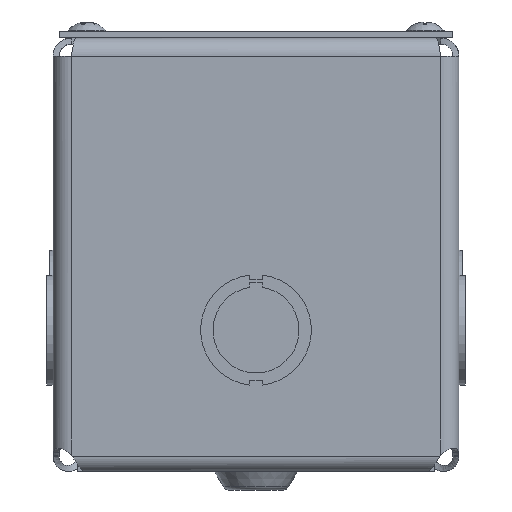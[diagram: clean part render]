
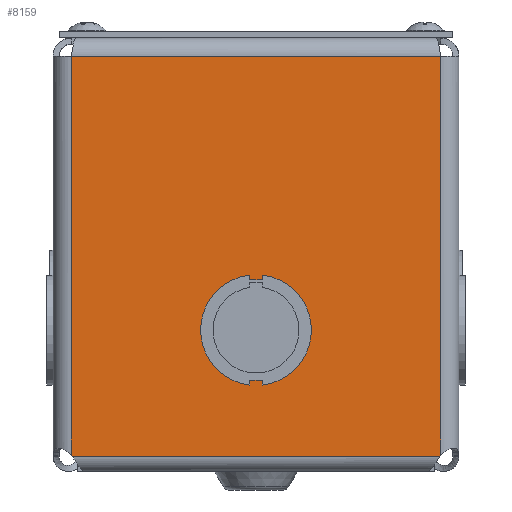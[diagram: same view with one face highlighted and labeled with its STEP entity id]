
A CAD part, front view. The second image highlights one B-rep face of the part: STEP entity #8159.
In plain terms, the highlighted face is planar.
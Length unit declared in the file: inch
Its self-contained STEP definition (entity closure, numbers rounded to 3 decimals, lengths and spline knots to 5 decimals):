
#612=LINE($,#11940,#1369);
#615=LINE($,#11946,#1372);
#618=LINE($,#11952,#1375);
#622=LINE($,#11964,#1379);
#625=LINE($,#11970,#1382);
#628=LINE($,#11974,#1385);
#656=LINE($,#12041,#1413);
#657=LINE($,#12043,#1414);
#658=LINE($,#12045,#1415);
#659=LINE($,#12047,#1416);
#660=LINE($,#12049,#1417);
#661=LINE($,#12050,#1418);
#1369=VECTOR($,#9922,0.04999);
#1372=VECTOR($,#9927,0.125);
#1375=VECTOR($,#9932,0.04999);
#1379=VECTOR($,#9944,0.04999);
#1382=VECTOR($,#9949,0.12522);
#1385=VECTOR($,#9954,0.04999);
#1413=VECTOR($,#10020,0.01499);
#1414=VECTOR($,#10021,3.73202);
#1415=VECTOR($,#10022,0.01499);
#1416=VECTOR($,#10023,4.05089);
#1417=VECTOR($,#10024,3.751);
#1418=VECTOR($,#10025,4.05089);
#1967=PLANE($,#8756);
#2220=FACE_BOUND($,#2974,.T.);
#2436=FACE_OUTER_BOUND($,#2973,.T.);
#2973=EDGE_LOOP($,(#6064,#6065,#6066,#6067,#6068,#6069));
#2974=EDGE_LOOP($,(#6070,#6071,#6072,#6073,#6074,#6075,#6076,#6077));
#3385=CIRCLE($,#8728,0.5625);
#3387=CIRCLE($,#8734,0.5625);
#3744=VERTEX_POINT($,#11931);
#3745=VERTEX_POINT($,#11933);
#3747=VERTEX_POINT($,#11939);
#3749=VERTEX_POINT($,#11945);
#3751=VERTEX_POINT($,#11951);
#3753=VERTEX_POINT($,#11957);
#3755=VERTEX_POINT($,#11963);
#3757=VERTEX_POINT($,#11969);
#3776=VERTEX_POINT($,#12039);
#3777=VERTEX_POINT($,#12040);
#3778=VERTEX_POINT($,#12042);
#3779=VERTEX_POINT($,#12044);
#3780=VERTEX_POINT($,#12046);
#3781=VERTEX_POINT($,#12048);
#4528=EDGE_CURVE($,#3745,#3744,#3385,.T.);
#4531=EDGE_CURVE($,#3747,#3745,#612,.T.);
#4534=EDGE_CURVE($,#3749,#3747,#615,.T.);
#4537=EDGE_CURVE($,#3751,#3749,#618,.T.);
#4540=EDGE_CURVE($,#3753,#3751,#3387,.T.);
#4543=EDGE_CURVE($,#3755,#3753,#622,.T.);
#4546=EDGE_CURVE($,#3757,#3755,#625,.T.);
#4549=EDGE_CURVE($,#3744,#3757,#628,.T.);
#4580=EDGE_CURVE($,#3776,#3777,#656,.T.);
#4581=EDGE_CURVE($,#3777,#3778,#657,.T.);
#4582=EDGE_CURVE($,#3778,#3779,#658,.T.);
#4583=EDGE_CURVE($,#3779,#3780,#659,.T.);
#4584=EDGE_CURVE($,#3780,#3781,#660,.T.);
#4585=EDGE_CURVE($,#3781,#3776,#661,.T.);
#6064=ORIENTED_EDGE($,*,*,#4580,.T.);
#6065=ORIENTED_EDGE($,*,*,#4581,.T.);
#6066=ORIENTED_EDGE($,*,*,#4582,.T.);
#6067=ORIENTED_EDGE($,*,*,#4583,.T.);
#6068=ORIENTED_EDGE($,*,*,#4584,.T.);
#6069=ORIENTED_EDGE($,*,*,#4585,.T.);
#6070=ORIENTED_EDGE($,*,*,#4546,.T.);
#6071=ORIENTED_EDGE($,*,*,#4543,.T.);
#6072=ORIENTED_EDGE($,*,*,#4540,.T.);
#6073=ORIENTED_EDGE($,*,*,#4537,.T.);
#6074=ORIENTED_EDGE($,*,*,#4534,.T.);
#6075=ORIENTED_EDGE($,*,*,#4531,.T.);
#6076=ORIENTED_EDGE($,*,*,#4528,.T.);
#6077=ORIENTED_EDGE($,*,*,#4549,.T.);
#8159=ADVANCED_FACE($,(#2436,#2220),#1967,.F.);
#8728=AXIS2_PLACEMENT_3D($,#11934,#9916,#9917);
#8734=AXIS2_PLACEMENT_3D($,#11958,#9938,#9939);
#8756=AXIS2_PLACEMENT_3D($,#12038,#10018,#10019);
#9916=DIRECTION('center_axis',(-1.,0.,0.));
#9917=DIRECTION('ref_axis',(0.,0.994,0.111));
#9922=DIRECTION($,(0.,1.,0.));
#9927=DIRECTION($,(0.,0.,-1.));
#9932=DIRECTION($,(0.,-1.,0.));
#9938=DIRECTION('center_axis',(-1.,0.,0.));
#9939=DIRECTION('ref_axis',(0.,-0.994,-0.111));
#9944=DIRECTION($,(0.,-1.,0.));
#9949=DIRECTION($,(0.,0.,1.));
#9954=DIRECTION($,(0.,1.,0.));
#10018=DIRECTION('center_axis',(-1.,0.,0.));
#10019=DIRECTION('ref_axis',(0.,0.,
1.));
#10020=DIRECTION($,(0.,0.774,0.633));
#10021=DIRECTION($,(0.,0.,1.));
#10022=DIRECTION($,(0.,-0.774,0.633));
#10023=DIRECTION($,(0.,-1.,0.));
#10024=DIRECTION($,(0.,0.,-1.));
#10025=DIRECTION($,(0.,1.,0.));
#11931=CARTESIAN_POINT('',(4.0625,0.253,-11.9015));
#11933=CARTESIAN_POINT('',(4.0625,1.37102,-11.90133));
#11934=CARTESIAN_POINT('Origin',(4.0625,0.812,-11.83886));
#11939=CARTESIAN_POINT('',(4.0625,1.32103,-11.90133));
#11940=CARTESIAN_POINT($,(4.0625,0.66051,-11.90133));
#11945=CARTESIAN_POINT('',(4.0625,1.32102,-11.77633));
#11946=CARTESIAN_POINT($,(4.0625,1.32117,-14.28383));
#11951=CARTESIAN_POINT('',(4.0625,1.37101,-11.77633));
#11952=CARTESIAN_POINT($,(4.0625,0.68551,-11.77633));
#11957=CARTESIAN_POINT('',(4.0625,0.25299,-11.77628));
#11958=CARTESIAN_POINT('Origin',(4.0625,0.812,-11.83886));
#11963=CARTESIAN_POINT('',(4.0625,0.30299,-11.77628));
#11964=CARTESIAN_POINT($,(4.0625,0.15149,-11.77628));
#11969=CARTESIAN_POINT('',(4.0625,0.30299,-11.9015));
#11970=CARTESIAN_POINT($,(4.0625,0.30314,-14.34645));
#11974=CARTESIAN_POINT($,(4.0625,0.1265,-11.9015));
#12038=CARTESIAN_POINT('Origin',(4.0625,0.,
-16.79142));
#12039=CARTESIAN_POINT('',(4.0625,2.08214,-13.71436));
#12040=CARTESIAN_POINT('',(4.0625,2.09375,-13.70487));
#12041=CARTESIAN_POINT($,(4.0625,1.2055,-14.43088));
#12042=CARTESIAN_POINT('',(4.0625,2.09375,-9.97285));
#12043=CARTESIAN_POINT($,(4.0625,2.09375,-13.90136));
#12044=CARTESIAN_POINT('',(4.0625,2.08214,-9.96336));
#12045=CARTESIAN_POINT($,(4.0625,3.11689,-10.8091));
#12046=CARTESIAN_POINT('',(4.0625,-1.96875,-9.96336));
#12047=CARTESIAN_POINT($,(4.0625,1.04688,-9.96336));
#12048=CARTESIAN_POINT('',(4.0625,-1.96875,-13.71436));
#12049=CARTESIAN_POINT($,(4.0625,-1.96875,-10.90111));
#12050=CARTESIAN_POINT($,(4.0625,-1.04688,-13.71436));
